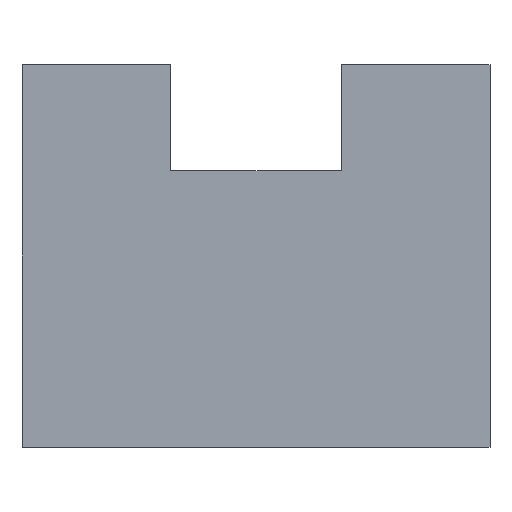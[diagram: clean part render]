
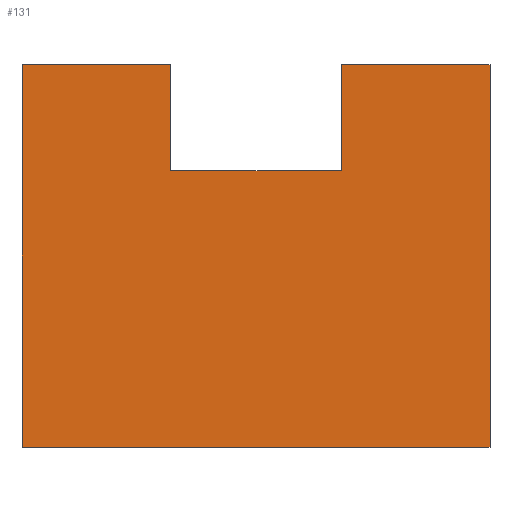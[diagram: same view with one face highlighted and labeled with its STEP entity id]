
A CAD part, front view. The second image highlights one B-rep face of the part: STEP entity #131.
In plain terms, the highlighted planar face has unit normal (0, -1, 0).
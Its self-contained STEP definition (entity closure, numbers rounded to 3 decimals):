
#7 = CARTESIAN_POINT ( 'NONE',  ( 15., 0., 13. ) ) ;
#8 = ORIENTED_EDGE ( 'NONE', *, *, #344, .T. ) ;
#12 = ORIENTED_EDGE ( 'NONE', *, *, #418, .F. ) ;
#21 = VECTOR ( 'NONE', #534, 1000. ) ;
#23 = CARTESIAN_POINT ( 'NONE',  ( 0., 0., 18. ) ) ;
#27 = VECTOR ( 'NONE', #187, 1000. ) ;
#32 = LINE ( 'NONE', #246, #411 ) ;
#33 = DIRECTION ( 'NONE',  ( 0., 0., 1. ) ) ;
#38 = ORIENTED_EDGE ( 'NONE', *, *, #219, .F. ) ;
#50 = ORIENTED_EDGE ( 'NONE', *, *, #171, .F. ) ;
#52 = CARTESIAN_POINT ( 'NONE',  ( 0., 0., 18. ) ) ;
#55 = VECTOR ( 'NONE', #385, 1000. ) ;
#62 = CARTESIAN_POINT ( 'NONE',  ( 7., 0., 18. ) ) ;
#64 = VECTOR ( 'NONE', #218, 1000. ) ;
#66 = LINE ( 'NONE', #23, #27 ) ;
#74 = CARTESIAN_POINT ( 'NONE',  ( 22., 0., 18. ) ) ;
#82 = EDGE_LOOP ( 'NONE', ( #526, #373, #500, #8, #323, #50, #12, #38 ) ) ;
#90 = VERTEX_POINT ( 'NONE', #284 ) ;
#107 = FACE_OUTER_BOUND ( 'NONE', #82, .T. ) ;
#114 = LINE ( 'NONE', #127, #64 ) ;
#121 = LINE ( 'NONE', #52, #21 ) ;
#123 = DIRECTION ( 'NONE',  ( 1., 0., 0. ) ) ;
#127 = CARTESIAN_POINT ( 'NONE',  ( 15., 0., 13. ) ) ;
#131 = ADVANCED_FACE ( 'NONE', ( #107 ), #422, .F. ) ;
#133 = VERTEX_POINT ( 'NONE', #516 ) ;
#139 = VERTEX_POINT ( 'NONE', #173 ) ;
#145 = CARTESIAN_POINT ( 'NONE',  ( 0., 0., 18. ) ) ;
#153 = EDGE_CURVE ( 'NONE', #450, #303, #522, .T. ) ;
#164 = EDGE_CURVE ( 'NONE', #139, #346, #32, .T. ) ;
#171 = EDGE_CURVE ( 'NONE', #133, #303, #368, .T. ) ;
#173 = CARTESIAN_POINT ( 'NONE',  ( 7., 0., 13. ) ) ;
#187 = DIRECTION ( 'NONE',  ( 1., 0., 0. ) ) ;
#199 = VECTOR ( 'NONE', #486, 1000. ) ;
#207 = DIRECTION ( 'NONE',  ( 0., 1., 0. ) ) ;
#212 = EDGE_CURVE ( 'NONE', #139, #364, #114, .T. ) ;
#218 = DIRECTION ( 'NONE',  ( 1., 0., 0. ) ) ;
#219 = EDGE_CURVE ( 'NONE', #364, #90, #322, .T. ) ;
#245 = CARTESIAN_POINT ( 'NONE',  ( 0., 0., 18. ) ) ;
#246 = CARTESIAN_POINT ( 'NONE',  ( 7., 0., 13. ) ) ;
#262 = CARTESIAN_POINT ( 'NONE',  ( 22., 0., 0. ) ) ;
#273 = CARTESIAN_POINT ( 'NONE',  ( 0., 0., 18. ) ) ;
#284 = CARTESIAN_POINT ( 'NONE',  ( 15., 0., 18. ) ) ;
#293 = DIRECTION ( 'NONE',  ( 0., 0., 1. ) ) ;
#300 = AXIS2_PLACEMENT_3D ( 'NONE', #245, #207, #293 ) ;
#303 = VERTEX_POINT ( 'NONE', #262 ) ;
#309 = VECTOR ( 'NONE', #123, 1000. ) ;
#322 = LINE ( 'NONE', #7, #55 ) ;
#323 = ORIENTED_EDGE ( 'NONE', *, *, #153, .T. ) ;
#331 = EDGE_CURVE ( 'NONE', #408, #346, #66, .T. ) ;
#344 = EDGE_CURVE ( 'NONE', #408, #450, #363, .T. ) ;
#346 = VERTEX_POINT ( 'NONE', #62 ) ;
#363 = LINE ( 'NONE', #145, #199 ) ;
#364 = VERTEX_POINT ( 'NONE', #448 ) ;
#368 = LINE ( 'NONE', #74, #404 ) ;
#373 = ORIENTED_EDGE ( 'NONE', *, *, #164, .T. ) ;
#385 = DIRECTION ( 'NONE',  ( 0., 0., 1. ) ) ;
#394 = CARTESIAN_POINT ( 'NONE',  ( 0., 0., 0. ) ) ;
#404 = VECTOR ( 'NONE', #514, 1000. ) ;
#408 = VERTEX_POINT ( 'NONE', #273 ) ;
#411 = VECTOR ( 'NONE', #33, 1000. ) ;
#418 = EDGE_CURVE ( 'NONE', #90, #133, #121, .T. ) ;
#422 = PLANE ( 'NONE',  #300 ) ;
#448 = CARTESIAN_POINT ( 'NONE',  ( 15., 0., 13. ) ) ;
#450 = VERTEX_POINT ( 'NONE', #394 ) ;
#486 = DIRECTION ( 'NONE',  ( 0., 0., -1. ) ) ;
#500 = ORIENTED_EDGE ( 'NONE', *, *, #331, .F. ) ;
#514 = DIRECTION ( 'NONE',  ( 0., 0., -1. ) ) ;
#516 = CARTESIAN_POINT ( 'NONE',  ( 22., 0., 18. ) ) ;
#522 = LINE ( 'NONE', #558, #309 ) ;
#526 = ORIENTED_EDGE ( 'NONE', *, *, #212, .F. ) ;
#534 = DIRECTION ( 'NONE',  ( 1., 0., 0. ) ) ;
#558 = CARTESIAN_POINT ( 'NONE',  ( 0., 0., 0. ) ) ;
